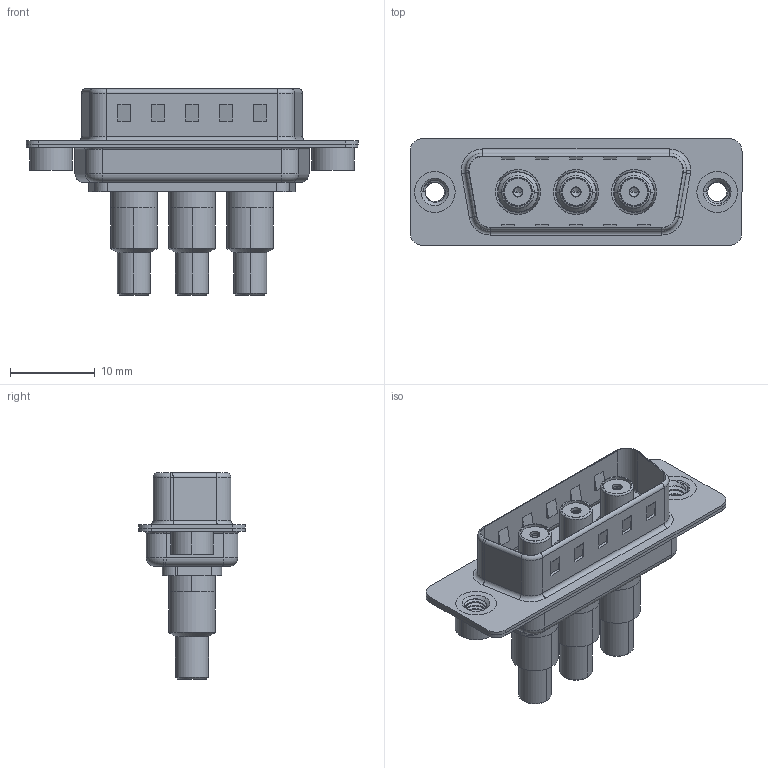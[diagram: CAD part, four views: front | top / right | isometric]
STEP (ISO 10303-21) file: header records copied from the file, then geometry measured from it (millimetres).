
FILE_DESCRIPTION (( 'STEP AP203' ), '1' );
FILE_NAME ('627-3W3-222-5TA.STEP', '2019-05-24T13:14:56', ( '' ), ( '' ), 'SwSTEP 2.0', 'SolidWorks 2016', '' );
FILE_SCHEMA (( 'CONFIG_CONTROL_DESIGN' ));
Length unit declared in the file: millimetre
Products named in the file (13): Insulator Socket 2; Locking Collar; Socket_Solder Cup; 627Combo Housing_3W3; Solder Cover; 627Combo Shell Rear_15 Contacts; Co-Ax Jack Assy_SC; 627Combo Shell Front_15 Contacts; 627Combo Threaded Rivet_2; 627Combo Threaded Rivet_A; 627-3W3-222-5TA; Co-Ax Jack_Solder Cup Tail; Insulator Socket
Assembly tree (14 placements, depth 3):
  627-3W3-222-5TA
    627Combo Housing_3W3
    627Combo Shell Rear_15 Contacts
    627Combo Shell Front_15 Contacts
    627Combo Threaded Rivet_A
    Co-Ax Jack Assy_SC  x3
      Co-Ax Jack_Solder Cup Tail
      Insulator Socket
      Insulator Socket 2
      Locking Collar
      Socket_Solder Cup
      Solder Cover
    627Combo Threaded Rivet_2
Bounding box: 39.15 x 12.6 x 24.3 mm (x, y, z)
Volume: 2225.5 mm3; surface area: 7213.2 mm2
Topology: 23 solids, 23 shells, 729 faces, 1721 edges, 1064 vertices
Faces by surface type: cylinder 326, plane 259, cone 70, torus 62, bspline 12
Entity records: 18762 total; most frequent: CARTESIAN_POINT 5858, DIRECTION 2519, ORIENTED_EDGE 2322, EDGE_CURVE 1161, AXIS2_PLACEMENT_3D 962, VERTEX_POINT 728, LINE 595, VECTOR 595
